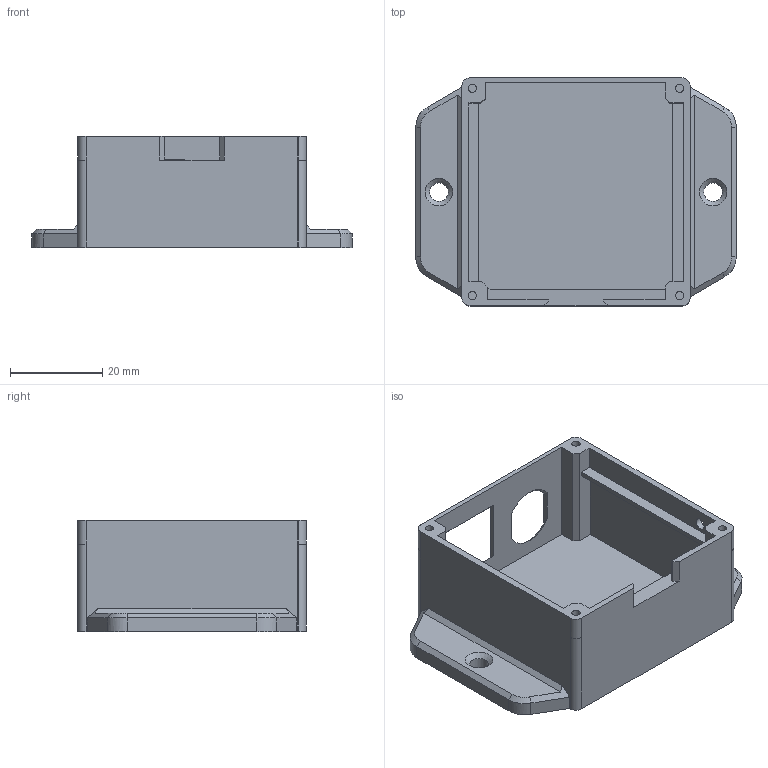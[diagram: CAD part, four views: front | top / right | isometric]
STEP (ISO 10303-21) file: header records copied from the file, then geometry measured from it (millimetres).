
FILE_DESCRIPTION(/* description */ ('STEP AP242','CAx-IF Rec.Pracs.---Representation and Presentation of Product Manufacturing Information (PMI)---4.0---2014-10-13','CAx-IF Rec.Pracs.---3D Tessellated Geometry---0.4---2014-09-14','2;1'),/* implementation_level */ '2;1');
FILE_NAME(/* name */ '68887dccae179c0e315857c1',/* time_stamp */ '2025-07-29T07:52:45Z',/* author */ (''),/* organization */ (''),/* preprocessor_version */ 'ST-DEVELOPER v20',/* originating_system */ 'ONSHAPE BY PTC INC, 1.201',/* authorisation */ ' ');
FILE_SCHEMA (('AP242_MANAGED_MODEL_BASED_3D_ENGINEERING_MIM_LF { 1 0 10303 442 1 1 4 }'));
Length unit declared in the file: metre
Products named in the file (1): Part 1
Bounding box: 69.5 x 49.5 x 24.15 mm (x, y, z)
Volume: 12027.4 mm3; surface area: 15364.9 mm2
Topology: 1 solids, 1 shells, 101 faces, 303 edges, 208 vertices
Faces by surface type: plane 73, cylinder 16, bspline 8, cone 4
Full cylindrical faces by diameter (mm): 1.8 x4, 2.5 x1, 4 x2
Entity records: 3584 total; most frequent: CARTESIAN_POINT 943, ORIENTED_EDGE 580, DIRECTION 462, EDGE_CURVE 290, LINE 216, VECTOR 216, VERTEX_POINT 204, EDGE_LOOP 124
